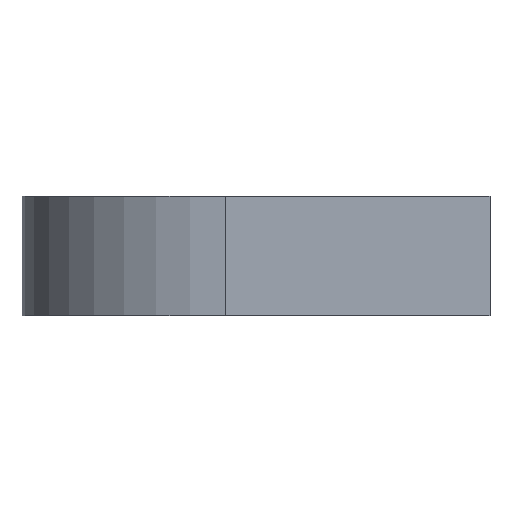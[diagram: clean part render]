
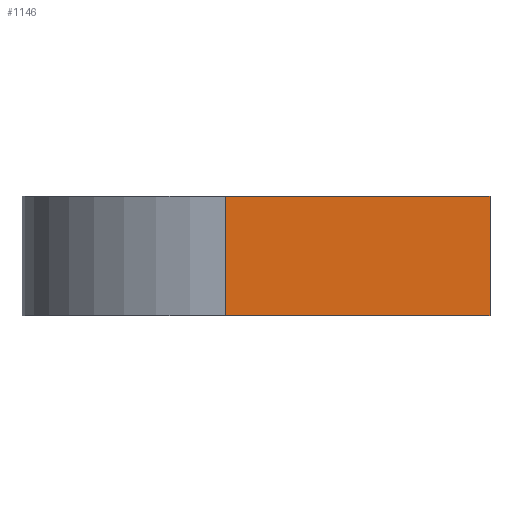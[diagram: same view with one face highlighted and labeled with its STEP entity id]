
A CAD part, left-side view. The second image highlights one B-rep face of the part: STEP entity #1146.
In plain terms, the highlighted planar face has unit normal (-1, 0, 0).
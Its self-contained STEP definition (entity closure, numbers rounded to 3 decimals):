
#28=PLANE('',#1229);
#93=FACE_OUTER_BOUND('',#157,.T.);
#157=EDGE_LOOP('',(#1008,#1009,#1010,#1011));
#333=LINE('',#4808,#397);
#334=LINE('',#4811,#398);
#335=LINE('',#4813,#399);
#336=LINE('',#4814,#400);
#397=VECTOR('',#1423,10.);
#398=VECTOR('',#1426,10.);
#399=VECTOR('',#1427,10.);
#400=VECTOR('',#1428,10.);
#513=VERTEX_POINT('',#4802);
#515=VERTEX_POINT('',#4806);
#516=VERTEX_POINT('',#4810);
#517=VERTEX_POINT('',#4812);
#685=EDGE_CURVE('',#513,#515,#333,.T.);
#686=EDGE_CURVE('',#516,#513,#334,.T.);
#687=EDGE_CURVE('',#517,#515,#335,.T.);
#688=EDGE_CURVE('',#516,#517,#336,.T.);
#1008=ORIENTED_EDGE('',*,*,#686,.T.);
#1009=ORIENTED_EDGE('',*,*,#685,.T.);
#1010=ORIENTED_EDGE('',*,*,#687,.F.);
#1011=ORIENTED_EDGE('',*,*,#688,.F.);
#1146=ADVANCED_FACE('',(#93),#28,.T.);
#1229=AXIS2_PLACEMENT_3D('',#4809,#1424,#1425);
#1423=DIRECTION('',(0.,0.,1.));
#1424=DIRECTION('center_axis',(-1.,0.,0.));
#1425=DIRECTION('ref_axis',(0.,-1.,0.));
#1426=DIRECTION('',(0.,-1.,0.));
#1427=DIRECTION('',(0.,-1.,0.));
#1428=DIRECTION('',(0.,0.,1.));
#4802=CARTESIAN_POINT('',(0.,-5.,0.));
#4806=CARTESIAN_POINT('',(0.,-5.,10.));
#4808=CARTESIAN_POINT('',(0.,-5.,0.));
#4809=CARTESIAN_POINT('Origin',(0.,17.,0.));
#4810=CARTESIAN_POINT('',(0.,17.,0.));
#4811=CARTESIAN_POINT('',(0.,17.,0.));
#4812=CARTESIAN_POINT('',(0.,17.,10.));
#4813=CARTESIAN_POINT('',(0.,17.,10.));
#4814=CARTESIAN_POINT('',(0.,17.,0.));
